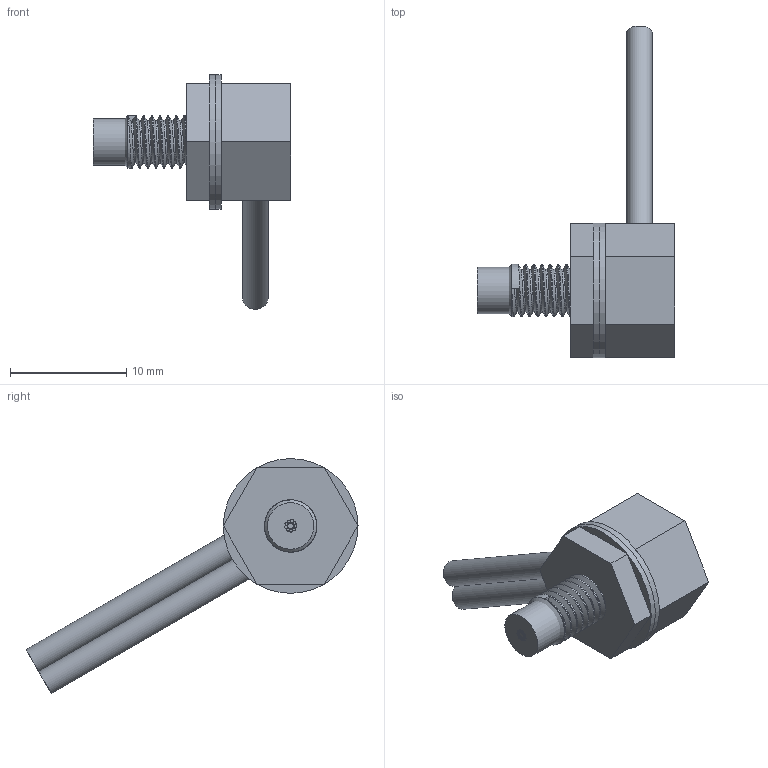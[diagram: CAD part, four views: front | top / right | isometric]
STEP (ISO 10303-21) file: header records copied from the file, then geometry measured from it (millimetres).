
FILE_DESCRIPTION(/* description */ (''),/* implementation_level */ '2;1');
FILE_NAME(/* name */ 'EX-D41NTZ.stp',/* time_stamp */ '2023-04-10T10:05:07+08:00',/* author */ (''),/* organization */ (''),/* preprocessor_version */ 'ST-DEVELOPER v16.7',/* originating_system */ 'SIEMENS PLM Software NX 12.0',/* authorisation */ '');
FILE_SCHEMA (('AUTOMOTIVE_DESIGN { 1 0 10303 214 3 1 1 1 }'));
Length unit declared in the file: millimetre
Products named in the file (1): EX-D41NTZ
Bounding box: 17 x 28.53 x 20.17 mm (x, y, z)
Volume: 1149.2 mm3; surface area: 1667.2 mm2
Topology: 8 solids, 8 shells, 59 faces, 99 edges, 66 vertices
Faces by surface type: plane 39, cylinder 17, bspline 2, cone 1
Full cylindrical faces by diameter (mm): 0.25 x9, 0.5 x1, 4 x1, 11.571 x2
Entity records: 4677 total; most frequent: CARTESIAN_POINT 3535, DIRECTION 227, ORIENTED_EDGE 170, AXIS2_PLACEMENT_3D 93, EDGE_CURVE 85, EDGE_LOOP 83, VERTEX_POINT 66, ADVANCED_FACE 59
